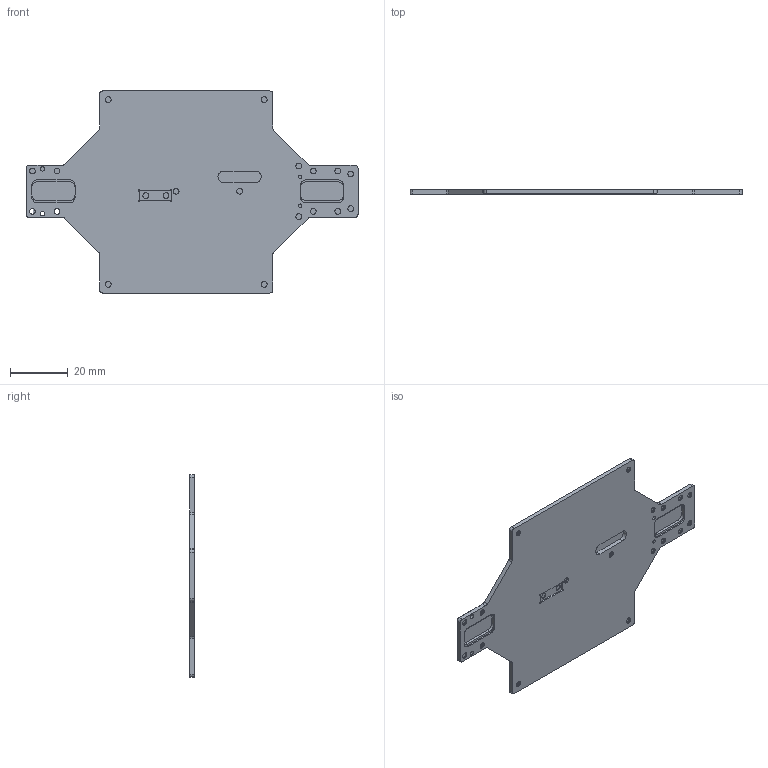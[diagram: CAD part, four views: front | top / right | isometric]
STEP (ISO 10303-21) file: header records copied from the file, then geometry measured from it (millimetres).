
FILE_DESCRIPTION(/* description */ (''),/* implementation_level */ '2;1');
FILE_NAME(/* name */ 'chassis BZ2017 v9.step',/* time_stamp */ '2022-11-16T21:19:09+01:00',/* author */ (''),/* organization */ (''),/* preprocessor_version */ 'ST-DEVELOPER v19.2',/* originating_system */ 'Autodesk Translation Framework v11.17.0.187',/* authorisation */ '');
FILE_SCHEMA (('AUTOMOTIVE_DESIGN { 1 0 10303 214 3 1 1 }'));
Length unit declared in the file: millimetre
Products named in the file (1): chassis BZ2017
Bounding box: 115 x 1.5 x 70 mm (x, y, z)
Volume: 7656.1 mm3; surface area: 12192.9 mm2
Topology: 1 solids, 1 shells, 148 faces, 387 edges, 244 vertices
Faces by surface type: plane 64, cylinder 60, cone 24
Full cylindrical faces by diameter (mm): 1.2 x2, 1.5 x2, 2 x18
Entity records: 4328 total; most frequent: DIRECTION 776, ORIENTED_EDGE 734, CARTESIAN_POINT 732, EDGE_CURVE 367, AXIS2_PLACEMENT_3D 284, VERTEX_POINT 234, LINE 208, VECTOR 208
